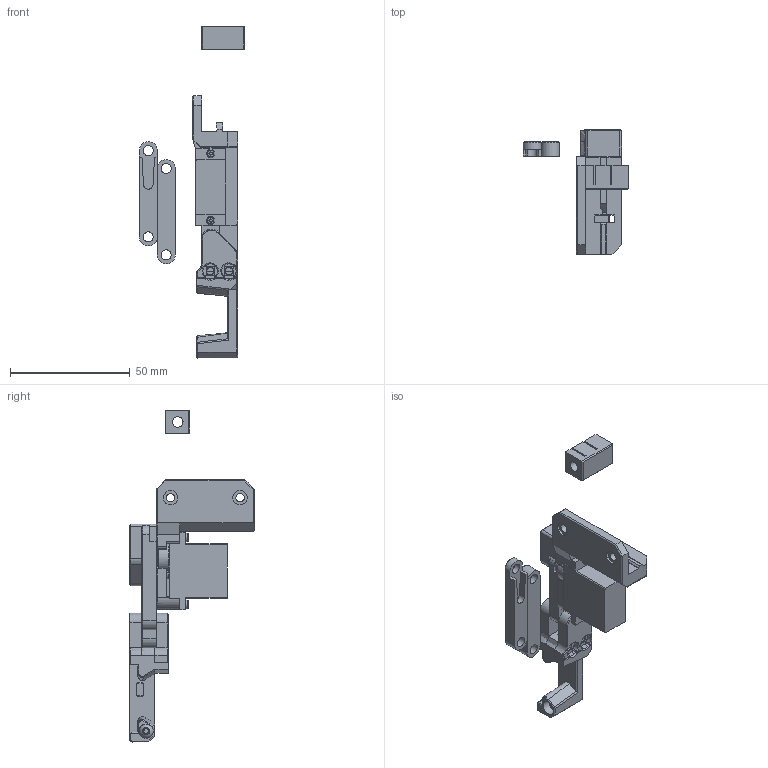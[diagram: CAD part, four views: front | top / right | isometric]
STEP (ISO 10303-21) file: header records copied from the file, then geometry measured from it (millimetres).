
FILE_DESCRIPTION(/* description */ (''),/* implementation_level */ '2;1');
FILE_NAME(/* name */ 'KlickSwipe.step',/* time_stamp */ '2022-03-27T18:06:51-04:00',/* author */ (''),/* organization */ (''),/* preprocessor_version */ 'ST-DEVELOPER v18.1',/* originating_system */ 'Autodesk Translation Framework v10.13.0.1454',/* authorisation */ '');
FILE_SCHEMA (('AUTOMOTIVE_DESIGN { 1 0 10303 214 3 1 1 }'));
Products named in the file (20): KlickSwipe; Tube Cutting Jig; KlickSwipe Dock; Free Arm - 22mm; Free Arm - 32mm; Drive Arm - 22mm; Drive Arm - 32mm; Servo Mount Top; Klicky Dock; 6mm x 3mm Round Neodymium Magnet; M3x12 BHCS; Klicky Dock Bottom; Servo Mount Body; MG90s; Servo Arm; 4mm x 7mm PTFE Tube; 4mm x 14mm PTFE Tube; M2 Self Tapping Screw; M3x8 BHCS; M3 Threaded Insert
Assembly tree (29 placements, depth 4):
  KlickSwipe
    Tube Cutting Jig
    KlickSwipe Dock
      Free Arm - 22mm
      Free Arm - 32mm
      Drive Arm - 22mm
      Drive Arm - 32mm
      Servo Mount Top
      Klicky Dock
        6mm x 3mm Round Neodymium Magnet
        M3x12 BHCS
        M3 Threaded Insert  x3
      Klicky Dock Bottom
      Servo Mount Body
      MG90s
        Servo Arm
      M3x8 BHCS  x4
      4mm x 14mm PTFE Tube  x3
      4mm x 7mm PTFE Tube
      M2 Self Tapping Screw  x2
      M3 Threaded Insert  x2
Bounding box: 44 x 52.1 x 138.5 mm (x, y, z)
Volume: 33388.7 mm3; surface area: 23686.2 mm2
Topology: 45 solids, 45 shells, 2059 faces, 5652 edges, 3714 vertices
Faces by surface type: bspline 788, cylinder 720, plane 423, cone 117, torus 10, sphere 1
Full cylindrical faces by diameter (mm): 1 x6, 1.15 x14, 1.8 x2, 2 x20, 2.013 x1, 2.35 x22, 3 x27, 3.4 x1, 3.5 x8, 4 x4, 4.2 x15, 4.367 x1, 4.4 x3, 4.7 x6, 5.05 x5, 5.1 x1, 5.16 x5, 5.56 x5, 5.7 x1, 6 x5, 6.1 x1, 6.9 x1
Entity records: 45463 total; most frequent: CARTESIAN_POINT 18648, ORIENTED_EDGE 5594, DIRECTION 5376, EDGE_CURVE 2797, AXIS2_PLACEMENT_3D 2015, VERTEX_POINT 1815, LINE 1346, VECTOR 1346
